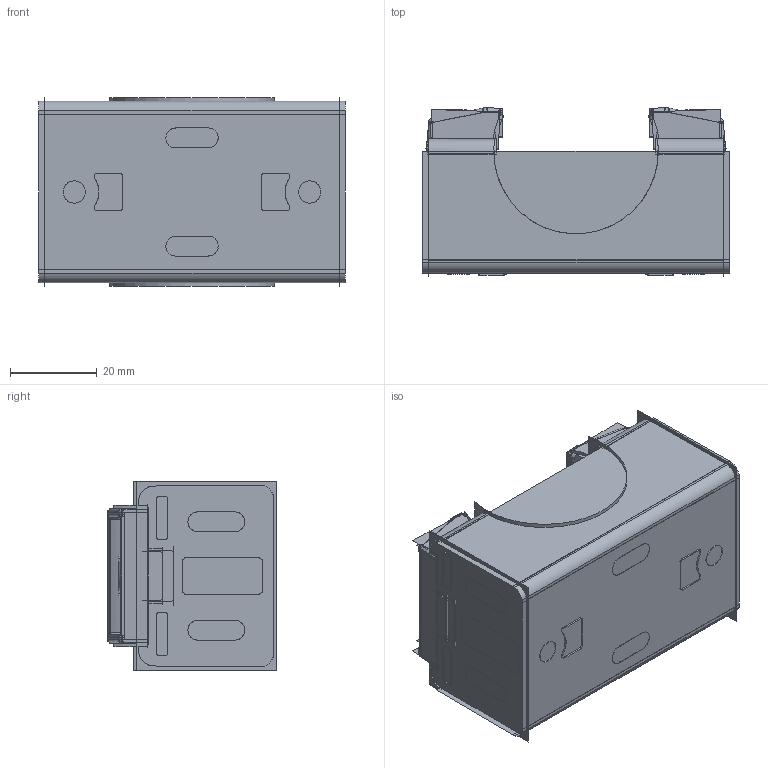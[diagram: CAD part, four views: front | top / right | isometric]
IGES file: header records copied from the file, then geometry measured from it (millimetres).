
Start section:  PTC IGES file: 232141_sm01.igs
Global section: file name: 232141_sm01.igs; native system: Creo Parametric by PTC Inc.; preprocessor: 2019292; author: PDMAdmin; organization: Unknown; date: 20221109.144423; units: millimetre
Bounding box: 70.89 x 38.84 x 43.68 mm (x, y, z)
Volume: 34997.5 mm3; surface area: 116080 mm2
Topology: 1 solids, 1 shells, 1934 faces, 10128 edges, 12910 vertices
Faces by surface type: revolution 1182, bspline 752
